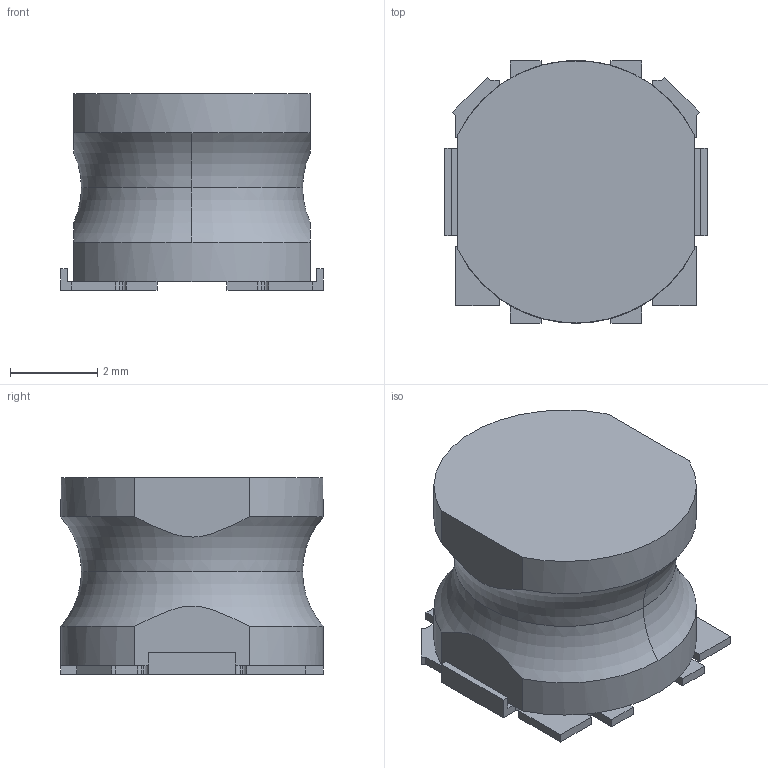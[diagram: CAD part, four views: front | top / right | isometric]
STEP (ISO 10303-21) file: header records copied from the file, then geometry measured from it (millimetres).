
FILE_DESCRIPTION(('FreeCAD Model'),'2;1');
FILE_NAME( 'VLP6045T.step', '2016-01-22T22:47:17',('Author'),(''), 'Open CASCADE STEP processor 6.9','FreeCAD','Unknown');
FILE_SCHEMA(('AUTOMOTIVE_DESIGN { 1 0 10303 214 1 1 1 1 }'));
Length unit declared in the file: millimetre
Products named in the file (1): User_Library-VLP6045T
Bounding box: 6 x 6 x 4.5 mm (x, y, z)
Volume: 109.5 mm3; surface area: 151.3 mm2
Topology: 1 solids, 1 shells, 100 faces, 272 edges, 174 vertices
Faces by surface type: plane 76, cylinder 20, torus 4
Entity records: 7611 total; most frequent: CARTESIAN_POINT 1391, DIRECTION 1056, LINE 694, VECTOR 694, ORIENTED_EDGE 544, PCURVE 544, DEFINITIONAL_REPRESENTATION 544, EDGE_CURVE 272
